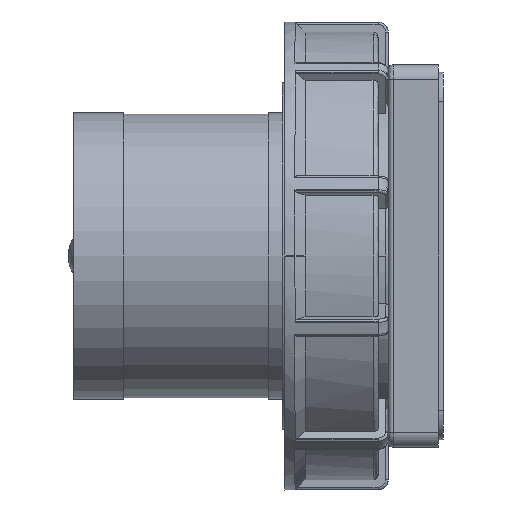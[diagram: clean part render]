
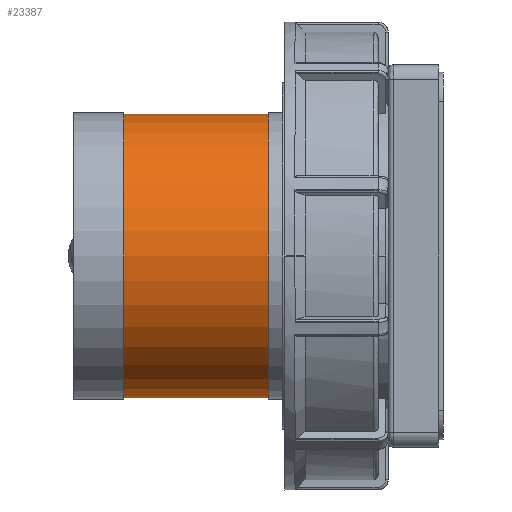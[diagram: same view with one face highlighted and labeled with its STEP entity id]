
A CAD part, front view. The second image highlights one B-rep face of the part: STEP entity #23387.
In plain terms, the highlighted cylindrical face has radius 28.215 mm (diameter 56.43 mm), a partial arc.
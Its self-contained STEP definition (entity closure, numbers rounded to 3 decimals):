
#123 = CARTESIAN_POINT ( 'NONE',  ( 61.425, 0., -28.215 ) ) ;
#426 = LINE ( 'NONE', #123, #21883 ) ;
#1313 = FACE_OUTER_BOUND ( 'NONE', #21812, .T. ) ;
#2071 = VERTEX_POINT ( 'NONE', #19693 ) ;
#5756 = DIRECTION ( 'NONE',  ( 0., 0., 1. ) ) ;
#6022 = VECTOR ( 'NONE', #16017, 1000. ) ;
#6045 = CARTESIAN_POINT ( 'NONE',  ( 38.7, 0., 28.215 ) ) ;
#6439 = CARTESIAN_POINT ( 'NONE',  ( 61.425, 0., 0. ) ) ;
#7168 = ORIENTED_EDGE ( 'NONE', *, *, #15214, .T. ) ;
#7529 = VERTEX_POINT ( 'NONE', #20972 ) ;
#8096 = CARTESIAN_POINT ( 'NONE',  ( 38.7, 0., 0. ) ) ;
#8945 = AXIS2_PLACEMENT_3D ( 'NONE', #16099, #13337, #28040 ) ;
#10157 = CARTESIAN_POINT ( 'NONE',  ( 38.7, 0., -28.215 ) ) ;
#10770 = CYLINDRICAL_SURFACE ( 'NONE', #11794, 28.215 ) ;
#10795 = VERTEX_POINT ( 'NONE', #6045 ) ;
#11794 = AXIS2_PLACEMENT_3D ( 'NONE', #6439, #25158, #20510 ) ;
#12390 = ORIENTED_EDGE ( 'NONE', *, *, #14467, .F. ) ;
#13085 = EDGE_CURVE ( 'NONE', #10795, #7529, #22512, .T. ) ;
#13244 = VERTEX_POINT ( 'NONE', #10157 ) ;
#13337 = DIRECTION ( 'NONE',  ( 1., 0., 0. ) ) ;
#14467 = EDGE_CURVE ( 'NONE', #13244, #2071, #426, .T. ) ;
#15214 = EDGE_CURVE ( 'NONE', #13244, #10795, #25842, .T. ) ;
#16017 = DIRECTION ( 'NONE',  ( -1., 0., 0. ) ) ;
#16099 = CARTESIAN_POINT ( 'NONE',  ( 10., 0., 0. ) ) ;
#19046 = DIRECTION ( 'NONE',  ( -1., 0., 0. ) ) ;
#19693 = CARTESIAN_POINT ( 'NONE',  ( 10., 0., -28.215 ) ) ;
#20415 = AXIS2_PLACEMENT_3D ( 'NONE', #8096, #24782, #5756 ) ;
#20510 = DIRECTION ( 'NONE',  ( 0., 0., 1. ) ) ;
#20972 = CARTESIAN_POINT ( 'NONE',  ( 10., 0., 28.215 ) ) ;
#21812 = EDGE_LOOP ( 'NONE', ( #12390, #7168, #25876, #30523 ) ) ;
#21883 = VECTOR ( 'NONE', #19046, 1000. ) ;
#22512 = LINE ( 'NONE', #22664, #6022 ) ;
#22664 = CARTESIAN_POINT ( 'NONE',  ( 61.425, 0., 28.215 ) ) ;
#23387 = ADVANCED_FACE ( 'NONE', ( #1313 ), #10770, .T. ) ;
#24782 = DIRECTION ( 'NONE',  ( -1., 0., 0. ) ) ;
#25158 = DIRECTION ( 'NONE',  ( -1., 0., 0. ) ) ;
#25842 = CIRCLE ( 'NONE', #20415, 28.215 ) ;
#25876 = ORIENTED_EDGE ( 'NONE', *, *, #13085, .T. ) ;
#27059 = EDGE_CURVE ( 'NONE', #7529, #2071, #27211, .T. ) ;
#27211 = CIRCLE ( 'NONE', #8945, 28.215 ) ;
#28040 = DIRECTION ( 'NONE',  ( 0., 0., 1. ) ) ;
#30523 = ORIENTED_EDGE ( 'NONE', *, *, #27059, .T. ) ;
